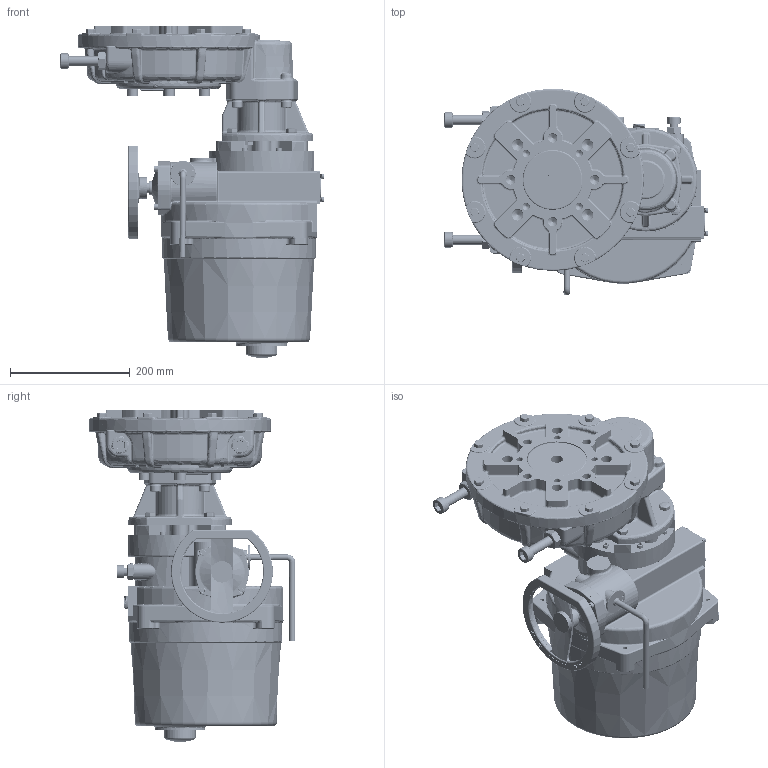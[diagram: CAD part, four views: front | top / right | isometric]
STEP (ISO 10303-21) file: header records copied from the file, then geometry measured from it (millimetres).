
FILE_DESCRIPTION (( 'STEP AP203' ), '1' );
FILE_NAME ('RCEL150.STEP', '2018-08-16T13:58:23', ( '' ), ( '' ), 'SwSTEP 2.0', 'SolidWorks 2018', '' );
FILE_SCHEMA (( 'CONFIG_CONTROL_DESIGN' ));
Length unit declared in the file: millimetre
Products named in the file (1): RCEL150
Bounding box: 438.98 x 344 x 554 mm (x, y, z)
Volume: 19049315.8 mm3; surface area: 1224239.6 mm2
Topology: 1 solids, 66 shells, 6306 faces, 15815 edges, 9482 vertices
Faces by surface type: plane 1853, cylinder 1806, bspline 1716, cone 550, torus 342, sphere 39
Entity records: 309888 total; most frequent: CARTESIAN_POINT 172113, ORIENTED_EDGE 30918, DIRECTION 25759, EDGE_CURVE 15459, AXIS2_PLACEMENT_3D 9736, VERTEX_POINT 9479, EDGE_LOOP 6586, ADVANCED_FACE 6306
